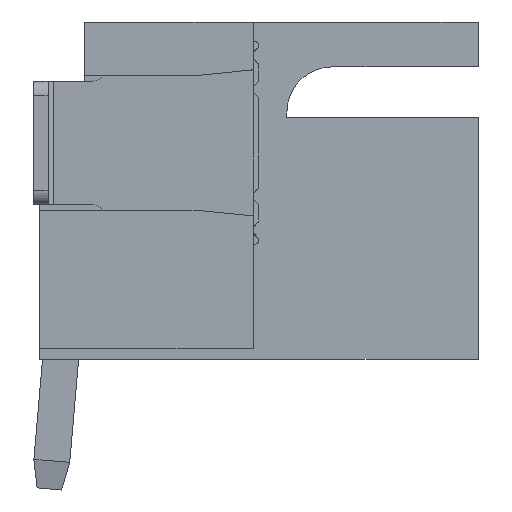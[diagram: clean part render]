
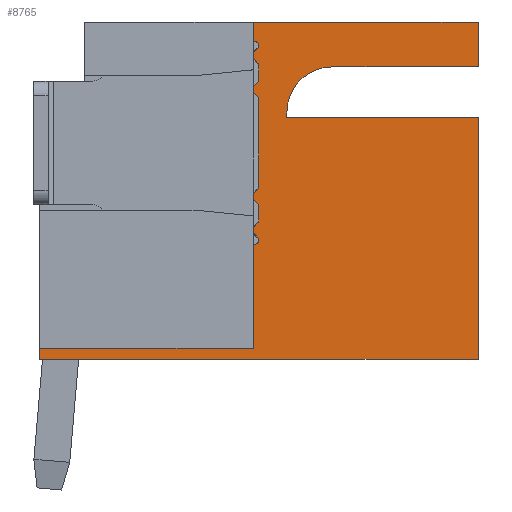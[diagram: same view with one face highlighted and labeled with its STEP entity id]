
A CAD part, left-side view. The second image highlights one B-rep face of the part: STEP entity #8765.
In plain terms, the highlighted planar face has unit normal (-1, 0, 0).
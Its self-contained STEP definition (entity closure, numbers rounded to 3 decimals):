
#532=CARTESIAN_POINT('',(-6.25,-0.5,1.3));
#533=VERTEX_POINT('',#532);
#541=CARTESIAN_POINT('',(-6.25,-0.5,1.4));
#542=VERTEX_POINT('',#541);
#549=CARTESIAN_POINT('',(-6.25,-0.5,1.4));
#550=DIRECTION('',(0.,0.,-1.));
#551=VECTOR('',#550,0.1);
#552=LINE('',#549,#551);
#553=EDGE_CURVE('',#542,#533,#552,.T.);
#565=CARTESIAN_POINT('',(-6.25,-1.3,2.2));
#566=VERTEX_POINT('',#565);
#573=CARTESIAN_POINT('',(-6.25,-1.3,1.4));
#574=DIRECTION('',(0.,0.,1.));
#575=DIRECTION('',(-1.,0.,0.));
#576=AXIS2_PLACEMENT_3D('',#573,#575,#574);
#577=CIRCLE('',#576,0.8);
#578=EDGE_CURVE('',#566,#542,#577,.T.);
#1585=CARTESIAN_POINT('',(-6.25,3.9,-3.001));
#1586=VERTEX_POINT('',#1585);
#1593=CARTESIAN_POINT('',(-6.25,3.9,-2.8));
#1594=VERTEX_POINT('',#1593);
#1595=CARTESIAN_POINT('',(-6.25,3.9,-3.001));
#1596=DIRECTION('',(0.,0.,1.));
#1597=VECTOR('',#1596,0.201);
#1598=LINE('',#1595,#1597);
#1599=EDGE_CURVE('',#1586,#1594,#1598,.T.);
#1641=CARTESIAN_POINT('',(-6.25,-3.9,-3.));
#1642=VERTEX_POINT('',#1641);
#1649=CARTESIAN_POINT('',(-6.25,-3.9,-3.));
#1650=DIRECTION('',(0.,1.,0.));
#1651=VECTOR('',#1650,7.8);
#1652=LINE('',#1649,#1651);
#1653=EDGE_CURVE('',#1642,#1586,#1652,.T.);
#1674=CARTESIAN_POINT('',(-6.25,0.1,-2.8));
#1675=VERTEX_POINT('',#1674);
#1676=CARTESIAN_POINT('',(-6.25,3.9,-2.8));
#1677=DIRECTION('',(0.,-1.,0.));
#1678=VECTOR('',#1677,3.8);
#1679=LINE('',#1676,#1678);
#1680=EDGE_CURVE('',#1594,#1675,#1679,.T.);
#1793=CARTESIAN_POINT('',(-6.25,0.1,2.75));
#1794=VERTEX_POINT('',#1793);
#1801=CARTESIAN_POINT('',(-6.25,0.1,3.));
#1802=VERTEX_POINT('',#1801);
#1803=CARTESIAN_POINT('',(-6.25,0.1,2.75));
#1804=DIRECTION('',(0.,0.,1.));
#1805=VECTOR('',#1804,0.25);
#1806=LINE('',#1803,#1805);
#1807=EDGE_CURVE('',#1794,#1802,#1806,.T.);
#1823=CARTESIAN_POINT('',(-6.25,0.1,-1.05));
#1824=VERTEX_POINT('',#1823);
#1825=CARTESIAN_POINT('',(-6.25,0.1,-2.8));
#1826=DIRECTION('',(0.,0.,1.));
#1827=VECTOR('',#1826,1.75);
#1828=LINE('',#1825,#1827);
#1829=EDGE_CURVE('',#1675,#1824,#1828,.T.);
#2214=CARTESIAN_POINT('',(-6.25,-3.9,1.3));
#2215=VERTEX_POINT('',#2214);
#2216=CARTESIAN_POINT('',(-6.25,-3.9,1.3));
#2217=DIRECTION('',(0.,1.,0.));
#2218=VECTOR('',#2217,3.4);
#2219=LINE('',#2216,#2218);
#2220=EDGE_CURVE('',#2215,#533,#2219,.T.);
#2268=CARTESIAN_POINT('',(-6.25,-3.9,3.));
#2269=VERTEX_POINT('',#2268);
#2276=CARTESIAN_POINT('',(-6.25,-3.9,2.2));
#2277=VERTEX_POINT('',#2276);
#2278=CARTESIAN_POINT('',(-6.25,-3.9,2.2));
#2279=DIRECTION('',(0.,0.,1.));
#2280=VECTOR('',#2279,0.8);
#2281=LINE('',#2278,#2280);
#2282=EDGE_CURVE('',#2277,#2269,#2281,.T.);
#3162=CARTESIAN_POINT('',(-6.25,-1.3,2.2));
#3163=DIRECTION('',(0.,-1.,0.));
#3164=VECTOR('',#3163,2.6);
#3165=LINE('',#3162,#3164);
#3166=EDGE_CURVE('',#566,#2277,#3165,.T.);
#5099=CARTESIAN_POINT('',(-6.25,-3.9,-3.));
#5100=DIRECTION('',(0.,0.,1.));
#5101=VECTOR('',#5100,4.3);
#5102=LINE('',#5099,#5101);
#5103=EDGE_CURVE('',#1642,#2215,#5102,.T.);
#6010=CARTESIAN_POINT('',(-6.25,-3.9,3.));
#6011=DIRECTION('',(0.,1.,0.));
#6012=VECTOR('',#6011,4.);
#6013=LINE('',#6010,#6012);
#6014=EDGE_CURVE('',#2269,#1802,#6013,.T.);
#8602=CARTESIAN_POINT('',(-6.25,0.,0.));
#8603=DIRECTION('',(0.,-1.,0.));
#8604=DIRECTION('',(-1.,0.,0.));
#8605=AXIS2_PLACEMENT_3D('',#8602,#8604,#8603);
#8606=PLANE('',#8605);
#8607=ORIENTED_EDGE('',*,*,#1829,.F.);
#8608=ORIENTED_EDGE('',*,*,#1680,.F.);
#8609=ORIENTED_EDGE('',*,*,#1599,.F.);
#8610=ORIENTED_EDGE('',*,*,#1653,.F.);
#8611=ORIENTED_EDGE('',*,*,#5103,.T.);
#8612=ORIENTED_EDGE('',*,*,#2220,.T.);
#8613=ORIENTED_EDGE('',*,*,#553,.F.);
#8614=ORIENTED_EDGE('',*,*,#578,.F.);
#8615=ORIENTED_EDGE('',*,*,#3166,.T.);
#8616=ORIENTED_EDGE('',*,*,#2282,.T.);
#8617=ORIENTED_EDGE('',*,*,#6014,.T.);
#8618=ORIENTED_EDGE('',*,*,#1807,.F.);
#8619=CARTESIAN_POINT('',(-6.25,0.2,2.65));
#8620=VERTEX_POINT('',#8619);
#8621=CARTESIAN_POINT('',(-6.25,0.1,2.75));
#8622=DIRECTION('',(0.,0.707,-0.707));
#8623=VECTOR('',#8622,0.141);
#8624=LINE('',#8621,#8623);
#8625=EDGE_CURVE('',#1794,#8620,#8624,.T.);
#8626=ORIENTED_EDGE('',*,*,#8625,.T.);
#8627=CARTESIAN_POINT('',(-6.25,0.067,2.65));
#8628=VERTEX_POINT('',#8627);
#8629=CARTESIAN_POINT('',(-6.25,0.2,2.65));
#8630=DIRECTION('',(0.,-1.,0.));
#8631=VECTOR('',#8630,0.133);
#8632=LINE('',#8629,#8631);
#8633=EDGE_CURVE('',#8620,#8628,#8632,.T.);
#8634=ORIENTED_EDGE('',*,*,#8633,.T.);
#8635=CARTESIAN_POINT('',(-6.25,0.034,2.524));
#8636=VERTEX_POINT('',#8635);
#8637=CARTESIAN_POINT('',(-6.25,0.067,2.583));
#8638=DIRECTION('',(0.,0.,1.));
#8639=DIRECTION('',(1.,0.,0.));
#8640=AXIS2_PLACEMENT_3D('',#8637,#8639,#8638);
#8641=CIRCLE('',#8640,0.067);
#8642=EDGE_CURVE('',#8628,#8636,#8641,.T.);
#8643=ORIENTED_EDGE('',*,*,#8642,.T.);
#8644=CARTESIAN_POINT('',(-6.25,0.1,2.399));
#8645=VERTEX_POINT('',#8644);
#8646=CARTESIAN_POINT('',(-6.25,-0.05,2.399));
#8647=DIRECTION('',(0.,1.,0.));
#8648=DIRECTION('',(1.,0.,0.));
#8649=AXIS2_PLACEMENT_3D('',#8646,#8648,#8647);
#8650=CIRCLE('',#8649,0.15);
#8651=EDGE_CURVE('',#8645,#8636,#8650,.T.);
#8652=ORIENTED_EDGE('',*,*,#8651,.F.);
#8653=CARTESIAN_POINT('',(-6.25,0.,2.258));
#8654=VERTEX_POINT('',#8653);
#8655=CARTESIAN_POINT('',(-6.25,-0.05,2.399));
#8656=DIRECTION('',(0.,0.333,-0.943));
#8657=DIRECTION('',(1.,0.,0.));
#8658=AXIS2_PLACEMENT_3D('',#8655,#8657,#8656);
#8659=CIRCLE('',#8658,0.15);
#8660=EDGE_CURVE('',#8654,#8645,#8659,.T.);
#8661=ORIENTED_EDGE('',*,*,#8660,.F.);
#8662=CARTESIAN_POINT('',(-6.25,0.,1.941));
#8663=VERTEX_POINT('',#8662);
#8664=CARTESIAN_POINT('',(-6.25,0.,1.941));
#8665=DIRECTION('',(0.,0.,1.));
#8666=VECTOR('',#8665,0.317);
#8667=LINE('',#8664,#8666);
#8668=EDGE_CURVE('',#8663,#8654,#8667,.T.);
#8669=ORIENTED_EDGE('',*,*,#8668,.F.);
#8670=CARTESIAN_POINT('',(-6.25,0.1,1.799));
#8671=VERTEX_POINT('',#8670);
#8672=CARTESIAN_POINT('',(-6.25,-0.05,1.799));
#8673=DIRECTION('',(0.,1.,0.));
#8674=DIRECTION('',(1.,0.,0.));
#8675=AXIS2_PLACEMENT_3D('',#8672,#8674,#8673);
#8676=CIRCLE('',#8675,0.15);
#8677=EDGE_CURVE('',#8671,#8663,#8676,.T.);
#8678=ORIENTED_EDGE('',*,*,#8677,.F.);
#8679=CARTESIAN_POINT('',(-6.25,0.,1.658));
#8680=VERTEX_POINT('',#8679);
#8681=CARTESIAN_POINT('',(-6.25,-0.05,1.799));
#8682=DIRECTION('',(0.,0.333,-0.943));
#8683=DIRECTION('',(1.,0.,0.));
#8684=AXIS2_PLACEMENT_3D('',#8681,#8683,#8682);
#8685=CIRCLE('',#8684,0.15);
#8686=EDGE_CURVE('',#8680,#8671,#8685,.T.);
#8687=ORIENTED_EDGE('',*,*,#8686,.F.);
#8688=CARTESIAN_POINT('',(-6.25,0.,0.042));
#8689=VERTEX_POINT('',#8688);
#8690=CARTESIAN_POINT('',(-6.25,0.,0.042));
#8691=DIRECTION('',(0.,0.,1.));
#8692=VECTOR('',#8691,1.616);
#8693=LINE('',#8690,#8692);
#8694=EDGE_CURVE('',#8689,#8680,#8693,.T.);
#8695=ORIENTED_EDGE('',*,*,#8694,.F.);
#8696=CARTESIAN_POINT('',(-6.25,0.1,-0.099));
#8697=VERTEX_POINT('',#8696);
#8698=CARTESIAN_POINT('',(-6.25,-0.05,-0.099));
#8699=DIRECTION('',(0.,1.,0.));
#8700=DIRECTION('',(1.,0.,0.));
#8701=AXIS2_PLACEMENT_3D('',#8698,#8700,#8699);
#8702=CIRCLE('',#8701,0.15);
#8703=EDGE_CURVE('',#8697,#8689,#8702,.T.);
#8704=ORIENTED_EDGE('',*,*,#8703,.F.);
#8705=CARTESIAN_POINT('',(-6.25,0.,-0.241));
#8706=VERTEX_POINT('',#8705);
#8707=CARTESIAN_POINT('',(-6.25,-0.05,-0.099));
#8708=DIRECTION('',(0.,0.333,-0.943));
#8709=DIRECTION('',(1.,0.,0.));
#8710=AXIS2_PLACEMENT_3D('',#8707,#8709,#8708);
#8711=CIRCLE('',#8710,0.15);
#8712=EDGE_CURVE('',#8706,#8697,#8711,.T.);
#8713=ORIENTED_EDGE('',*,*,#8712,.F.);
#8714=CARTESIAN_POINT('',(-6.25,0.,-0.558));
#8715=VERTEX_POINT('',#8714);
#8716=CARTESIAN_POINT('',(-6.25,0.,-0.558));
#8717=DIRECTION('',(0.,0.,1.));
#8718=VECTOR('',#8717,0.317);
#8719=LINE('',#8716,#8718);
#8720=EDGE_CURVE('',#8715,#8706,#8719,.T.);
#8721=ORIENTED_EDGE('',*,*,#8720,.F.);
#8722=CARTESIAN_POINT('',(-6.25,0.1,-0.699));
#8723=VERTEX_POINT('',#8722);
#8724=CARTESIAN_POINT('',(-6.25,-0.05,-0.699));
#8725=DIRECTION('',(0.,1.,0.));
#8726=DIRECTION('',(1.,0.,0.));
#8727=AXIS2_PLACEMENT_3D('',#8724,#8726,#8725);
#8728=CIRCLE('',#8727,0.15);
#8729=EDGE_CURVE('',#8723,#8715,#8728,.T.);
#8730=ORIENTED_EDGE('',*,*,#8729,.F.);
#8731=CARTESIAN_POINT('',(-6.25,0.034,-0.824));
#8732=VERTEX_POINT('',#8731);
#8733=CARTESIAN_POINT('',(-6.25,-0.05,-0.699));
#8734=DIRECTION('',(0.,1.,0.));
#8735=DIRECTION('',(-1.,0.,0.));
#8736=AXIS2_PLACEMENT_3D('',#8733,#8735,#8734);
#8737=CIRCLE('',#8736,0.15);
#8738=EDGE_CURVE('',#8723,#8732,#8737,.T.);
#8739=ORIENTED_EDGE('',*,*,#8738,.T.);
#8740=CARTESIAN_POINT('',(-6.25,0.067,-0.95));
#8741=VERTEX_POINT('',#8740);
#8742=CARTESIAN_POINT('',(-6.25,0.067,-0.883));
#8743=DIRECTION('',(0.,-0.497,0.868));
#8744=DIRECTION('',(1.,0.,0.));
#8745=AXIS2_PLACEMENT_3D('',#8742,#8744,#8743);
#8746=CIRCLE('',#8745,0.067);
#8747=EDGE_CURVE('',#8732,#8741,#8746,.T.);
#8748=ORIENTED_EDGE('',*,*,#8747,.T.);
#8749=CARTESIAN_POINT('',(-6.25,0.2,-0.95));
#8750=VERTEX_POINT('',#8749);
#8751=CARTESIAN_POINT('',(-6.25,0.067,-0.95));
#8752=DIRECTION('',(0.,1.,0.));
#8753=VECTOR('',#8752,0.133);
#8754=LINE('',#8751,#8753);
#8755=EDGE_CURVE('',#8741,#8750,#8754,.T.);
#8756=ORIENTED_EDGE('',*,*,#8755,.T.);
#8757=CARTESIAN_POINT('',(-6.25,0.2,-0.95));
#8758=DIRECTION('',(0.,-0.707,-0.707));
#8759=VECTOR('',#8758,0.141);
#8760=LINE('',#8757,#8759);
#8761=EDGE_CURVE('',#8750,#1824,#8760,.T.);
#8762=ORIENTED_EDGE('',*,*,#8761,.T.);
#8763=EDGE_LOOP('',(#8607,#8608,#8609,#8610,#8611,#8612,#8613,#8614,#8615,#8616,#8617,#8618,#8626,#8634,#8643,#8652,#8661,#8669,#8678,#8687,#8695,#8704,#8713,#8721,#8730,#8739,#8748,#8756,#8762));
#8764=FACE_OUTER_BOUND('',#8763,.T.);
#8765=ADVANCED_FACE('',(#8764),#8606,.T.);
